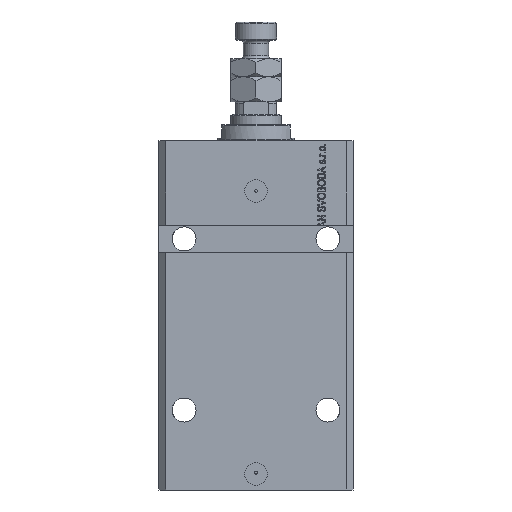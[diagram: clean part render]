
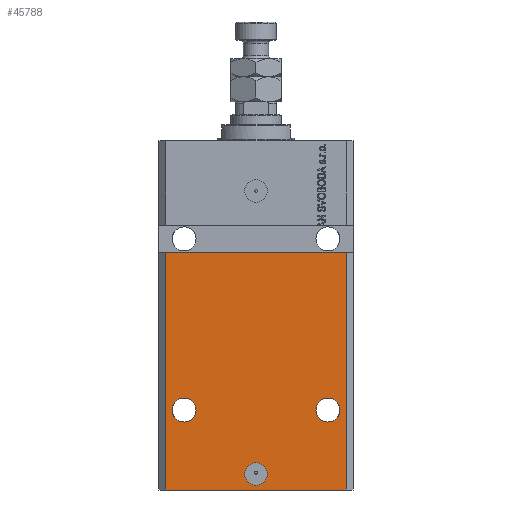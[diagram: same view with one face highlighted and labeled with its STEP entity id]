
A CAD part, front view. The second image highlights one B-rep face of the part: STEP entity #45788.
In plain terms, the highlighted planar face has unit normal (0, -1, 0).
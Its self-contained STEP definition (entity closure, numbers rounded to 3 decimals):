
#265 = ORIENTED_EDGE ( 'NONE', *, *, #42863, .F. ) ;
#362 = CARTESIAN_POINT ( 'NONE',  ( -39.5, -31.5, -153. ) ) ;
#1224 = DIRECTION ( 'NONE',  ( 0., -1., 0. ) ) ;
#1265 = CARTESIAN_POINT ( 'NONE',  ( 39.5, -31.5, -49. ) ) ;
#1639 = CARTESIAN_POINT ( 'NONE',  ( -42.5, -31.5, -49. ) ) ;
#3497 = EDGE_LOOP ( 'NONE', ( #42746, #13303, #14745, #3788 ) ) ;
#3695 = VERTEX_POINT ( 'NONE', #6502 ) ;
#3788 = ORIENTED_EDGE ( 'NONE', *, *, #31932, .T. ) ;
#4193 = EDGE_LOOP ( 'NONE', ( #265, #26240 ) ) ;
#4588 = VERTEX_POINT ( 'NONE', #37880 ) ;
#5088 = EDGE_CURVE ( 'NONE', #21067, #36734, #20535, .T. ) ;
#5134 = DIRECTION ( 'NONE',  ( 0., 0., 1. ) ) ;
#6443 = EDGE_CURVE ( 'NONE', #4588, #32569, #38093, .T. ) ;
#6502 = CARTESIAN_POINT ( 'NONE',  ( 39.5, -31.5, -153. ) ) ;
#6685 = VERTEX_POINT ( 'NONE', #33348 ) ;
#7038 = FACE_BOUND ( 'NONE', #18712, .T. ) ;
#8182 = EDGE_CURVE ( 'NONE', #46490, #3695, #23229, .T. ) ;
#8701 = LINE ( 'NONE', #37739, #11569 ) ;
#8748 = ORIENTED_EDGE ( 'NONE', *, *, #45406, .F. ) ;
#9012 = DIRECTION ( 'NONE',  ( 0., -1., 0. ) ) ;
#9349 = AXIS2_PLACEMENT_3D ( 'NONE', #362, #1224, #32516 ) ;
#9892 = FACE_BOUND ( 'NONE', #4193, .T. ) ;
#9897 = CARTESIAN_POINT ( 'NONE',  ( 31.5, -31.5, -118. ) ) ;
#10104 = CIRCLE ( 'NONE', #36716, 5.25 ) ;
#10558 = DIRECTION ( 'NONE',  ( 1., 0., 0. ) ) ;
#10662 = CARTESIAN_POINT ( 'NONE',  ( 31.5, -31.5, -118. ) ) ;
#10753 = VECTOR ( 'NONE', #30603, 1000. ) ;
#10839 = FACE_BOUND ( 'NONE', #12682, .T. ) ;
#11075 = PLANE ( 'NONE',  #9349 ) ;
#11266 = VECTOR ( 'NONE', #21613, 1000. ) ;
#11569 = VECTOR ( 'NONE', #5134, 1000. ) ;
#11805 = ORIENTED_EDGE ( 'NONE', *, *, #36398, .F. ) ;
#12682 = EDGE_LOOP ( 'NONE', ( #26172, #11805 ) ) ;
#13125 = DIRECTION ( 'NONE',  ( 0., -1., 0. ) ) ;
#13303 = ORIENTED_EDGE ( 'NONE', *, *, #14603, .F. ) ;
#13758 = CARTESIAN_POINT ( 'NONE',  ( -26.25, -31.5, -118. ) ) ;
#14242 = DIRECTION ( 'NONE',  ( 1., 0., 0. ) ) ;
#14494 = CARTESIAN_POINT ( 'NONE',  ( 26.25, -31.5, -118. ) ) ;
#14603 = EDGE_CURVE ( 'NONE', #46490, #6685, #8701, .T. ) ;
#14745 = ORIENTED_EDGE ( 'NONE', *, *, #8182, .T. ) ;
#16232 = CIRCLE ( 'NONE', #27548, 5. ) ;
#16235 = DIRECTION ( 'NONE',  ( -1., 0., 0. ) ) ;
#17470 = CARTESIAN_POINT ( 'NONE',  ( 0., -31.5, -146. ) ) ;
#18712 = EDGE_LOOP ( 'NONE', ( #18759, #8748 ) ) ;
#18759 = ORIENTED_EDGE ( 'NONE', *, *, #26658, .F. ) ;
#19417 = CARTESIAN_POINT ( 'NONE',  ( -36.75, -31.5, -118. ) ) ;
#19566 = FACE_OUTER_BOUND ( 'NONE', #3497, .T. ) ;
#19691 = VERTEX_POINT ( 'NONE', #19417 ) ;
#19740 = LINE ( 'NONE', #1639, #23843 ) ;
#19849 = AXIS2_PLACEMENT_3D ( 'NONE', #17470, #46488, #10558 ) ;
#20535 = CIRCLE ( 'NONE', #26630, 5.25 ) ;
#21067 = VERTEX_POINT ( 'NONE', #23995 ) ;
#21613 = DIRECTION ( 'NONE',  ( 0., 0., 1. ) ) ;
#23229 = LINE ( 'NONE', #37734, #10753 ) ;
#23843 = VECTOR ( 'NONE', #42102, 1000. ) ;
#23995 = CARTESIAN_POINT ( 'NONE',  ( 36.75, -31.5, -118. ) ) ;
#24977 = AXIS2_PLACEMENT_3D ( 'NONE', #10662, #46833, #14242 ) ;
#26172 = ORIENTED_EDGE ( 'NONE', *, *, #5088, .F. ) ;
#26240 = ORIENTED_EDGE ( 'NONE', *, *, #6443, .F. ) ;
#26630 = AXIS2_PLACEMENT_3D ( 'NONE', #9897, #38940, #35383 ) ;
#26658 = EDGE_CURVE ( 'NONE', #45438, #19691, #36890, .T. ) ;
#27548 = AXIS2_PLACEMENT_3D ( 'NONE', #34036, #40931, #33806 ) ;
#29688 = CARTESIAN_POINT ( 'NONE',  ( 39.5, -31.5, -153. ) ) ;
#30603 = DIRECTION ( 'NONE',  ( 1., 0., 0. ) ) ;
#31447 = VERTEX_POINT ( 'NONE', #1265 ) ;
#31932 = EDGE_CURVE ( 'NONE', #3695, #31447, #43727, .T. ) ;
#32516 = DIRECTION ( 'NONE',  ( 0., 0., -1. ) ) ;
#32569 = VERTEX_POINT ( 'NONE', #39061 ) ;
#33348 = CARTESIAN_POINT ( 'NONE',  ( -39.5, -31.5, -49. ) ) ;
#33806 = DIRECTION ( 'NONE',  ( 1., 0., 0. ) ) ;
#34036 = CARTESIAN_POINT ( 'NONE',  ( 0., -31.5, -146. ) ) ;
#35383 = DIRECTION ( 'NONE',  ( 1., 0., 0. ) ) ;
#36398 = EDGE_CURVE ( 'NONE', #36734, #21067, #43196, .T. ) ;
#36716 = AXIS2_PLACEMENT_3D ( 'NONE', #42093, #9012, #38285 ) ;
#36734 = VERTEX_POINT ( 'NONE', #14494 ) ;
#36890 = CIRCLE ( 'NONE', #46760, 5.25 ) ;
#37734 = CARTESIAN_POINT ( 'NONE',  ( -39.5, -31.5, -153. ) ) ;
#37739 = CARTESIAN_POINT ( 'NONE',  ( -39.5, -31.5, -153. ) ) ;
#37880 = CARTESIAN_POINT ( 'NONE',  ( -5., -31.5, -146. ) ) ;
#38093 = CIRCLE ( 'NONE', #19849, 5. ) ;
#38285 = DIRECTION ( 'NONE',  ( -1., 0., 0. ) ) ;
#38940 = DIRECTION ( 'NONE',  ( 0., -1., 0. ) ) ;
#39061 = CARTESIAN_POINT ( 'NONE',  ( 5., -31.5, -146. ) ) ;
#40931 = DIRECTION ( 'NONE',  ( 0., -1., 0. ) ) ;
#42093 = CARTESIAN_POINT ( 'NONE',  ( -31.5, -31.5, -118. ) ) ;
#42102 = DIRECTION ( 'NONE',  ( 1., 0., 0. ) ) ;
#42746 = ORIENTED_EDGE ( 'NONE', *, *, #46159, .F. ) ;
#42863 = EDGE_CURVE ( 'NONE', #32569, #4588, #16232, .T. ) ;
#43196 = CIRCLE ( 'NONE', #24977, 5.25 ) ;
#43727 = LINE ( 'NONE', #29688, #11266 ) ;
#45406 = EDGE_CURVE ( 'NONE', #19691, #45438, #10104, .T. ) ;
#45438 = VERTEX_POINT ( 'NONE', #13758 ) ;
#45709 = CARTESIAN_POINT ( 'NONE',  ( -31.5, -31.5, -118. ) ) ;
#45788 = ADVANCED_FACE ( 'NONE', ( #9892, #10839, #7038, #19566 ), #11075, .T. ) ;
#46159 = EDGE_CURVE ( 'NONE', #6685, #31447, #19740, .T. ) ;
#46306 = CARTESIAN_POINT ( 'NONE',  ( -39.5, -31.5, -153. ) ) ;
#46488 = DIRECTION ( 'NONE',  ( 0., -1., 0. ) ) ;
#46490 = VERTEX_POINT ( 'NONE', #46306 ) ;
#46760 = AXIS2_PLACEMENT_3D ( 'NONE', #45709, #13125, #16235 ) ;
#46833 = DIRECTION ( 'NONE',  ( 0., -1., 0. ) ) ;
